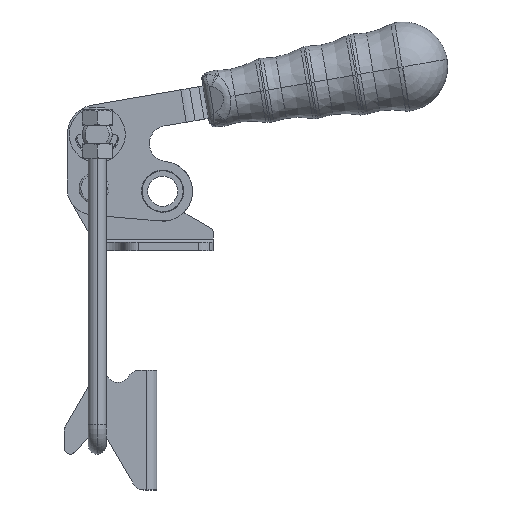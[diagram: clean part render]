
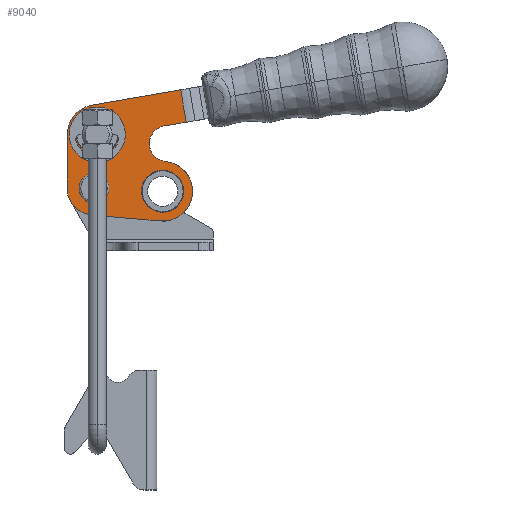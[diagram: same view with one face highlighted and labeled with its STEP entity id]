
A CAD part, front view. The second image highlights one B-rep face of the part: STEP entity #9040.
In plain terms, the highlighted free-form (B-spline) face has degree [1, 1] with [2, 2] control points.
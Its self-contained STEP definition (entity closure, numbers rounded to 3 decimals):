
#765=CARTESIAN_POINT('',(-8.706,8.236,12.95));
#766=VERTEX_POINT('',#765);
#1376=CARTESIAN_POINT('',(-8.645,8.236,27.05));
#1377=VERTEX_POINT('',#1376);
#1384=CARTESIAN_POINT('',(-8.675,8.236,20.));
#1385=DIRECTION('',(0.,-1.,0.));
#1386=DIRECTION('',(-0.004,0.,-1.));
#1387=AXIS2_PLACEMENT_3D('',#1384,#1385,#1386);
#1388=CIRCLE('',#1387,7.05);
#1389=EDGE_CURVE('',#1377,#766,#1388,.T.);
#1744=CARTESIAN_POINT('',(-30.624,8.236,31.945));
#1745=VERTEX_POINT('',#1744);
#2355=CARTESIAN_POINT('',(-30.562,8.236,46.045));
#2356=VERTEX_POINT('',#2355);
#2363=CARTESIAN_POINT('',(-30.593,8.236,38.995));
#2364=DIRECTION('',(0.,-1.,0.));
#2365=DIRECTION('',(-0.004,0.,-1.));
#2366=AXIS2_PLACEMENT_3D('',#2363,#2364,#2365);
#2367=CIRCLE('',#2366,7.05);
#2368=EDGE_CURVE('',#2356,#1745,#2367,.T.);
#2378=CARTESIAN_POINT('',(-39.465,8.236,16.5));
#2379=VERTEX_POINT('',#2378);
#2397=CARTESIAN_POINT('',(-32.452,8.236,12.034));
#2398=VERTEX_POINT('',#2397);
#2405=CARTESIAN_POINT('',(-31.671,8.236,21.));
#2406=DIRECTION('',(0.,1.,0.));
#2407=DIRECTION('',(1.,0.,-0.004));
#2408=AXIS2_PLACEMENT_3D('',#2405,#2406,#2407);
#2409=CIRCLE('',#2408,9.);
#2410=EDGE_CURVE('',#2398,#2379,#2409,.T.);
#2437=CARTESIAN_POINT('',(-40.671,8.236,21.039));
#2438=VERTEX_POINT('',#2437);
#2439=CARTESIAN_POINT('',(-31.671,8.236,21.));
#2440=DIRECTION('',(0.,1.,0.));
#2441=DIRECTION('',(1.,0.,-0.004));
#2442=AXIS2_PLACEMENT_3D('',#2439,#2440,#2441);
#2443=CIRCLE('',#2442,9.);
#2444=EDGE_CURVE('',#2379,#2438,#2443,.T.);
#4341=CARTESIAN_POINT('',(-36.671,8.236,21.));
#4342=VERTEX_POINT('',#4341);
#4367=CARTESIAN_POINT('',(-26.671,8.236,21.));
#4368=VERTEX_POINT('',#4367);
#4375=CARTESIAN_POINT('',(-31.671,8.236,21.));
#4376=DIRECTION('',(0.0,1.0,0.0));
#4377=DIRECTION('',(-1.0,0.0,0.0));
#4378=AXIS2_PLACEMENT_3D('',#4375,#4376,#4377);
#4379=CIRCLE('',#4378,5.);
#4380=EDGE_CURVE('',#4342,#4368,#4379,.T.);
#4738=CARTESIAN_POINT('',(-31.671,8.236,21.));
#4739=DIRECTION('',(0.0,1.0,0.0));
#4740=DIRECTION('',(-1.0,0.0,0.0));
#4741=AXIS2_PLACEMENT_3D('',#4738,#4739,#4740);
#4742=CIRCLE('',#4741,5.);
#4743=EDGE_CURVE('',#4368,#4342,#4742,.T.);
#8878=CARTESIAN_POINT('',(-0.783,8.236,43.103));
#8879=VERTEX_POINT('',#8878);
#8888=CARTESIAN_POINT('',(-2.646,8.236,53.944));
#8889=VERTEX_POINT('',#8888);
#8897=CARTESIAN_POINT('',(-2.646,8.236,53.944));
#8898=DIRECTION('',(0.169,0.,-0.986));
#8899=VECTOR('',#8898,11.);
#8900=LINE('',#8897,#8899);
#8901=EDGE_CURVE('',#8889,#8879,#8900,.T.);
#8951=CARTESIAN_POINT('',(-40.862,8.236,10.001));
#8952=CARTESIAN_POINT('',(-40.67,8.236,54.127));
#8953=CARTESIAN_POINT('',(1.324,8.236,9.817));
#8954=CARTESIAN_POINT('',(1.516,8.236,53.944));
#8955=B_SPLINE_SURFACE_WITH_KNOTS('',1,1,((#8951,#8953),(#8952,#8954)),.UNSPECIFIED.,.F.,.F.,.U.,(2,2),(2,2),(0.0,44.127),(0.0,42.187),.UNSPECIFIED.);
#8956=ORIENTED_EDGE('',*,*,#8901,.F.);
#8957=CARTESIAN_POINT('',(-32.287,8.236,48.851));
#8958=VERTEX_POINT('',#8957);
#8959=CARTESIAN_POINT('',(-32.287,8.236,48.851));
#8960=DIRECTION('',(0.986,0.,0.169));
#8961=VECTOR('',#8960,30.075);
#8962=LINE('',#8959,#8961);
#8963=EDGE_CURVE('',#8958,#8889,#8962,.T.);
#8964=ORIENTED_EDGE('',*,*,#8963,.F.);
#8965=CARTESIAN_POINT('',(-40.593,8.236,39.039));
#8966=VERTEX_POINT('',#8965);
#8967=CARTESIAN_POINT('',(-30.593,8.236,38.995));
#8968=DIRECTION('',(0.,1.,0.));
#8969=DIRECTION('',(0.169,0.,-0.986));
#8970=AXIS2_PLACEMENT_3D('',#8967,#8968,#8969);
#8971=CIRCLE('',#8970,10.0);
#8972=EDGE_CURVE('',#8966,#8958,#8971,.T.);
#8973=ORIENTED_EDGE('',*,*,#8972,.F.);
#8974=CARTESIAN_POINT('',(-40.671,8.236,21.039));
#8975=DIRECTION('',(0.004,0.,1.));
#8976=VECTOR('',#8975,18.);
#8977=LINE('',#8974,#8976);
#8978=EDGE_CURVE('',#2438,#8966,#8977,.T.);
#8979=ORIENTED_EDGE('',*,*,#8978,.F.);
#8980=ORIENTED_EDGE('',*,*,#2444,.F.);
#8981=ORIENTED_EDGE('',*,*,#2410,.F.);
#8982=CARTESIAN_POINT('',(-9.543,8.236,10.038));
#8983=VERTEX_POINT('',#8982);
#8984=CARTESIAN_POINT('',(-9.543,8.236,10.038));
#8985=DIRECTION('',(-0.996,0.,0.087));
#8986=VECTOR('',#8985,22.996);
#8987=LINE('',#8984,#8986);
#8988=EDGE_CURVE('',#8983,#2398,#8987,.T.);
#8989=ORIENTED_EDGE('',*,*,#8988,.F.);
#8990=CARTESIAN_POINT('',(-7.709,8.236,29.953));
#8991=VERTEX_POINT('',#8990);
#8992=CARTESIAN_POINT('',(-8.675,8.236,20.));
#8993=DIRECTION('',(0.,1.,0.));
#8994=DIRECTION('',(0.087,0.,0.996));
#8995=AXIS2_PLACEMENT_3D('',#8992,#8993,#8994);
#8996=CIRCLE('',#8995,10.);
#8997=EDGE_CURVE('',#8991,#8983,#8996,.T.);
#8998=ORIENTED_EDGE('',*,*,#8997,.F.);
#8999=CARTESIAN_POINT('',(-8.145,8.236,41.838));
#9000=VERTEX_POINT('',#8999);
#9001=CARTESIAN_POINT('',(-7.129,8.236,35.925));
#9002=DIRECTION('',(0.,-1.,0.));
#9003=DIRECTION('',(-0.169,0.,0.986));
#9004=AXIS2_PLACEMENT_3D('',#9001,#9002,#9003);
#9005=CIRCLE('',#9004,6.);
#9006=EDGE_CURVE('',#9000,#8991,#9005,.T.);
#9007=ORIENTED_EDGE('',*,*,#9006,.F.);
#9008=CARTESIAN_POINT('',(-0.783,8.236,43.103));
#9009=DIRECTION('',(-0.986,0.,-0.169));
#9010=VECTOR('',#9009,7.47);
#9011=LINE('',#9008,#9010);
#9012=EDGE_CURVE('',#8879,#9000,#9011,.T.);
#9013=ORIENTED_EDGE('',*,*,#9012,.F.);
#9014=EDGE_LOOP('',(#8956,#8964,#8973,#8979,#8980,#8981,#8989,#8998,#9007,#9013));
#9015=FACE_OUTER_BOUND('',#9014,.T.);
#9016=ORIENTED_EDGE('',*,*,#4380,.T.);
#9017=ORIENTED_EDGE('',*,*,#4743,.T.);
#9018=EDGE_LOOP('',(#9016,#9017));
#9019=FACE_BOUND('',#9018,.T.);
#9020=ORIENTED_EDGE('',*,*,#1389,.F.);
#9021=CARTESIAN_POINT('',(-8.675,8.236,20.));
#9022=DIRECTION('',(0.,-1.,0.));
#9023=DIRECTION('',(-0.004,0.,-1.));
#9024=AXIS2_PLACEMENT_3D('',#9021,#9022,#9023);
#9025=CIRCLE('',#9024,7.05);
#9026=EDGE_CURVE('',#766,#1377,#9025,.T.);
#9027=ORIENTED_EDGE('',*,*,#9026,.F.);
#9028=EDGE_LOOP('',(#9020,#9027));
#9029=FACE_BOUND('',#9028,.T.);
#9030=ORIENTED_EDGE('',*,*,#2368,.F.);
#9031=CARTESIAN_POINT('',(-30.593,8.236,38.995));
#9032=DIRECTION('',(0.,-1.,0.));
#9033=DIRECTION('',(-0.004,0.,-1.));
#9034=AXIS2_PLACEMENT_3D('',#9031,#9032,#9033);
#9035=CIRCLE('',#9034,7.05);
#9036=EDGE_CURVE('',#1745,#2356,#9035,.T.);
#9037=ORIENTED_EDGE('',*,*,#9036,.F.);
#9038=EDGE_LOOP('',(#9030,#9037));
#9039=FACE_BOUND('',#9038,.T.);
#9040=ADVANCED_FACE('',(#9015,#9019,#9029,#9039),#8955,.F.);
